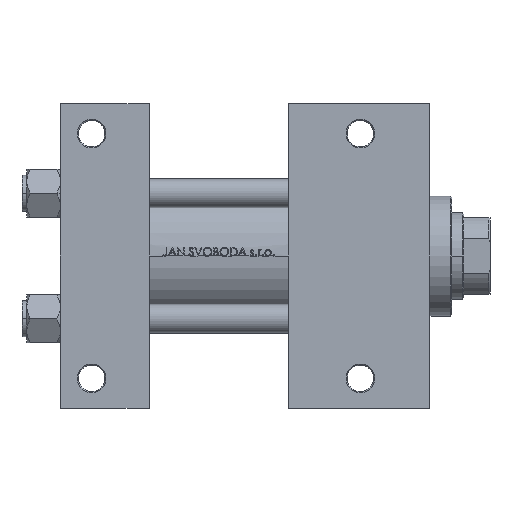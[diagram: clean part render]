
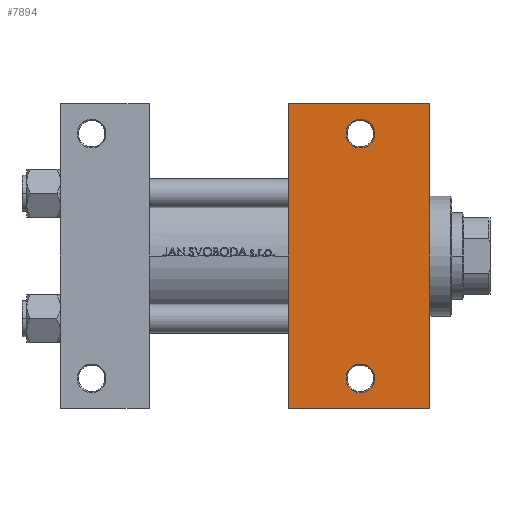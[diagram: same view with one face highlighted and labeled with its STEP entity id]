
A CAD part, front view. The second image highlights one B-rep face of the part: STEP entity #7894.
In plain terms, the highlighted face is planar.
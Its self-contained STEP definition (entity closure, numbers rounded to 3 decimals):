
#1076 = CARTESIAN_POINT ( 'NONE',  ( 130.999, -51., -37.5 ) ) ;
#1353 = CIRCLE ( 'NONE', #8533, 6. ) ;
#1386 = CARTESIAN_POINT ( 'NONE',  ( 119.001, -51., -37.5 ) ) ;
#1662 = CIRCLE ( 'NONE', #40094, 5.999 ) ;
#1691 = EDGE_CURVE ( 'NONE', #15448, #36249, #1353, .T. ) ;
#2598 = DIRECTION ( 'NONE',  ( 0., 0., -1. ) ) ;
#3484 = CARTESIAN_POINT ( 'NONE',  ( 95., 63.5, -37.5 ) ) ;
#6313 = CARTESIAN_POINT ( 'NONE',  ( 95., -63.5, -37.5 ) ) ;
#7894 = ADVANCED_FACE ( 'NONE', ( #28644, #35928, #43970 ), #17374, .T. ) ;
#7961 = DIRECTION ( 'NONE',  ( 0., -1., 0. ) ) ;
#8431 = DIRECTION ( 'NONE',  ( 0., 0., 1. ) ) ;
#8533 = AXIS2_PLACEMENT_3D ( 'NONE', #43615, #9278, #24545 ) ;
#8911 = CARTESIAN_POINT ( 'NONE',  ( 125., 51., -37.5 ) ) ;
#9278 = DIRECTION ( 'NONE',  ( 0., 0., 1. ) ) ;
#9628 = DIRECTION ( 'NONE',  ( -1., 0., 0. ) ) ;
#10201 = VERTEX_POINT ( 'NONE', #1386 ) ;
#10407 = DIRECTION ( 'NONE',  ( 0., 0., 1. ) ) ;
#10571 = EDGE_LOOP ( 'NONE', ( #29589, #24430, #12350, #11771 ) ) ;
#11771 = ORIENTED_EDGE ( 'NONE', *, *, #32231, .T. ) ;
#12203 = DIRECTION ( 'NONE',  ( -1., 0., 0. ) ) ;
#12350 = ORIENTED_EDGE ( 'NONE', *, *, #15468, .T. ) ;
#13327 = VERTEX_POINT ( 'NONE', #22378 ) ;
#14111 = DIRECTION ( 'NONE',  ( 0., -1., 0. ) ) ;
#14282 = VERTEX_POINT ( 'NONE', #6313 ) ;
#14519 = CIRCLE ( 'NONE', #45709, 6. ) ;
#14869 = EDGE_CURVE ( 'NONE', #10201, #37413, #1662, .T. ) ;
#14998 = CARTESIAN_POINT ( 'NONE',  ( 154., 37.5, -37.5 ) ) ;
#15448 = VERTEX_POINT ( 'NONE', #19218 ) ;
#15468 = EDGE_CURVE ( 'NONE', #32553, #13327, #23227, .T. ) ;
#15820 = LINE ( 'NONE', #31092, #36678 ) ;
#16027 = EDGE_CURVE ( 'NONE', #36249, #15448, #14519, .T. ) ;
#17240 = CARTESIAN_POINT ( 'NONE',  ( 119., 51., -37.5 ) ) ;
#17374 = PLANE ( 'NONE',  #48777 ) ;
#17573 = EDGE_CURVE ( 'NONE', #38531, #32553, #30596, .T. ) ;
#17671 = ORIENTED_EDGE ( 'NONE', *, *, #1691, .T. ) ;
#18554 = ORIENTED_EDGE ( 'NONE', *, *, #14869, .T. ) ;
#18566 = CARTESIAN_POINT ( 'NONE',  ( 95., 37.5, -37.5 ) ) ;
#19087 = EDGE_LOOP ( 'NONE', ( #42338, #17671 ) ) ;
#19218 = CARTESIAN_POINT ( 'NONE',  ( 130.999, 51., -37.5 ) ) ;
#19554 = CARTESIAN_POINT ( 'NONE',  ( 95., 63.5, -37.5 ) ) ;
#22148 = DIRECTION ( 'NONE',  ( -1., 0., 0. ) ) ;
#22378 = CARTESIAN_POINT ( 'NONE',  ( 154., -63.5, -37.5 ) ) ;
#23227 = LINE ( 'NONE', #14998, #34453 ) ;
#23304 = VECTOR ( 'NONE', #42151, 1000. ) ;
#23606 = AXIS2_PLACEMENT_3D ( 'NONE', #30705, #8431, #12203 ) ;
#24172 = DIRECTION ( 'NONE',  ( 0., 0., 1. ) ) ;
#24430 = ORIENTED_EDGE ( 'NONE', *, *, #17573, .T. ) ;
#24545 = DIRECTION ( 'NONE',  ( -1., 0., 0. ) ) ;
#25146 = CARTESIAN_POINT ( 'NONE',  ( 154., 37.5, -37.5 ) ) ;
#25267 = EDGE_CURVE ( 'NONE', #37413, #10201, #39666, .T. ) ;
#28644 = FACE_BOUND ( 'NONE', #19087, .T. ) ;
#29589 = ORIENTED_EDGE ( 'NONE', *, *, #45155, .F. ) ;
#30596 = LINE ( 'NONE', #19554, #23304 ) ;
#30705 = CARTESIAN_POINT ( 'NONE',  ( 125., -51., -37.5 ) ) ;
#31092 = CARTESIAN_POINT ( 'NONE',  ( 95., -63.5, -37.5 ) ) ;
#32231 = EDGE_CURVE ( 'NONE', #13327, #14282, #15820, .T. ) ;
#32553 = VERTEX_POINT ( 'NONE', #42593 ) ;
#34453 = VECTOR ( 'NONE', #7961, 1000. ) ;
#35928 = FACE_BOUND ( 'NONE', #38408, .T. ) ;
#36249 = VERTEX_POINT ( 'NONE', #17240 ) ;
#36678 = VECTOR ( 'NONE', #46916, 1000. ) ;
#37413 = VERTEX_POINT ( 'NONE', #1076 ) ;
#37645 = LINE ( 'NONE', #18566, #40997 ) ;
#38408 = EDGE_LOOP ( 'NONE', ( #18554, #45875 ) ) ;
#38531 = VERTEX_POINT ( 'NONE', #3484 ) ;
#39480 = DIRECTION ( 'NONE',  ( -1., 0., 0. ) ) ;
#39666 = CIRCLE ( 'NONE', #23606, 5.999 ) ;
#39971 = CARTESIAN_POINT ( 'NONE',  ( 125., -51., -37.5 ) ) ;
#40094 = AXIS2_PLACEMENT_3D ( 'NONE', #39971, #10407, #22148 ) ;
#40997 = VECTOR ( 'NONE', #14111, 1000. ) ;
#42151 = DIRECTION ( 'NONE',  ( 1., 0., 0. ) ) ;
#42338 = ORIENTED_EDGE ( 'NONE', *, *, #16027, .T. ) ;
#42593 = CARTESIAN_POINT ( 'NONE',  ( 154., 63.5, -37.5 ) ) ;
#43615 = CARTESIAN_POINT ( 'NONE',  ( 125., 51., -37.5 ) ) ;
#43970 = FACE_OUTER_BOUND ( 'NONE', #10571, .T. ) ;
#45155 = EDGE_CURVE ( 'NONE', #38531, #14282, #37645, .T. ) ;
#45709 = AXIS2_PLACEMENT_3D ( 'NONE', #8911, #24172, #39480 ) ;
#45875 = ORIENTED_EDGE ( 'NONE', *, *, #25267, .T. ) ;
#46916 = DIRECTION ( 'NONE',  ( -1., 0., 0. ) ) ;
#48777 = AXIS2_PLACEMENT_3D ( 'NONE', #25146, #2598, #9628 ) ;
